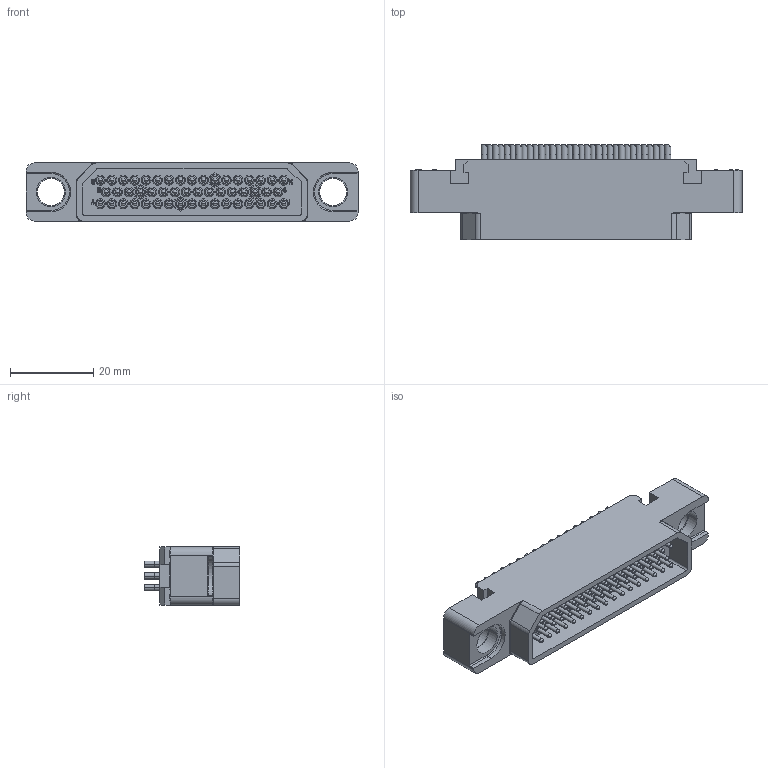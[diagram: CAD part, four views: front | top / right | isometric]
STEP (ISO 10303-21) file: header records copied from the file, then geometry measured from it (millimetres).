
FILE_DESCRIPTION((''),'2;1');
FILE_NAME('00192122000','2019-10-30T',('presta_be4'),(''),'CREO PARAMETRIC BY PTC INC, 2018360','CREO PARAMETRIC BY PTC INC, 2018360','');
FILE_SCHEMA(('CONFIG_CONTROL_DESIGN'));
Products named in the file (1): 00192122000
Bounding box: 80 x 23.05 x 14 mm (x, y, z)
Volume: 11395.5 mm3; surface area: 13628.8 mm2
Topology: 20 solids, 21 shells, 3028 faces, 7707 edges, 4816 vertices
Faces by surface type: plane 1576, cylinder 902, cone 308, torus 112, sphere 100, bspline 30
Entity records: 96816 total; most frequent: CARTESIAN_POINT 23283, DIRECTION 15459, ORIENTED_EDGE 15014, EDGE_CURVE 7507, AXIS2_PLACEMENT_3D 5225, VECTOR 5009, LINE 5009, VERTEX_POINT 4816
